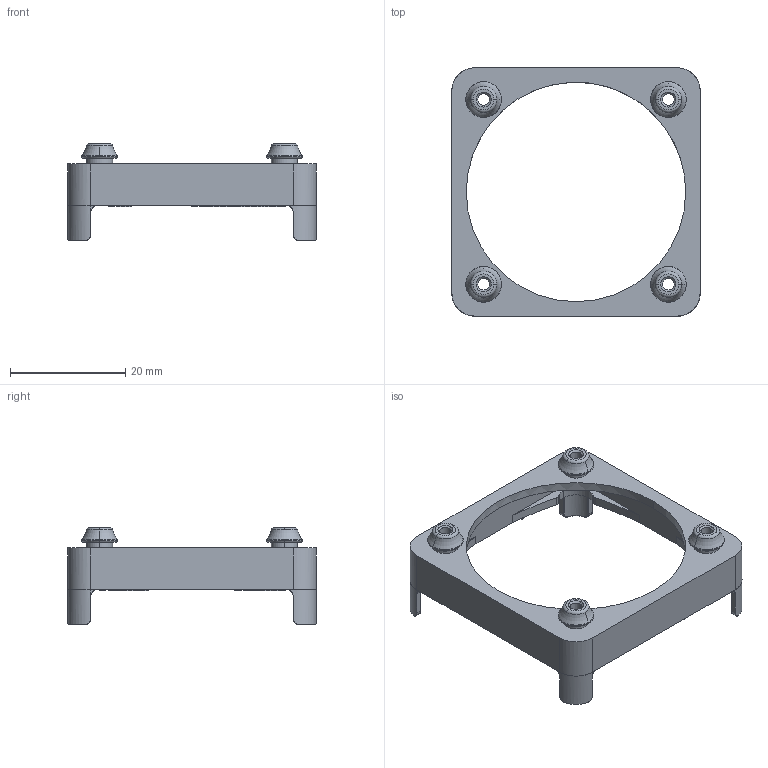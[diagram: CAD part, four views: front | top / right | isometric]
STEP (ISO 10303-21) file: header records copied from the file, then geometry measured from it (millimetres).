
FILE_DESCRIPTION((''),'2;1');
FILE_NAME('LM-40-40-10-F.stp','2008-02-18T00:55:18',(''),(''),'Mechanical Desktop.R8.0.24.0','Mechanical Desktop.R8.0.24.0',', , ');
FILE_SCHEMA(('CONFIG_CONTROL_DESIGN'));
Length unit declared in the file: millimetre
Products named in the file (2): LM-40-40-10-F OVA; LM-40-40-10-F OV
Assembly tree (1 placements, depth 2):
  LM-40-40-10-F OVA
    LM-40-40-10-F OV
Bounding box: 43 x 43 x 16.75 mm (x, y, z)
Volume: 2936.2 mm3; surface area: 4598 mm2
Topology: 1 solids, 1 shells, 1227 faces, 3408 edges, 2238 vertices
Faces by surface type: bspline 753, plane 288, cylinder 126, torus 36, sphere 16, cone 8
Entity records: 45212 total; most frequent: CARTESIAN_POINT 18785, ORIENTED_EDGE 6764, EDGE_CURVE 3382, DIRECTION 3165, VERTEX_POINT 2229, B_SPLINE_CURVE_WITH_KNOTS 1522, VECTOR 1507, LINE 1507
